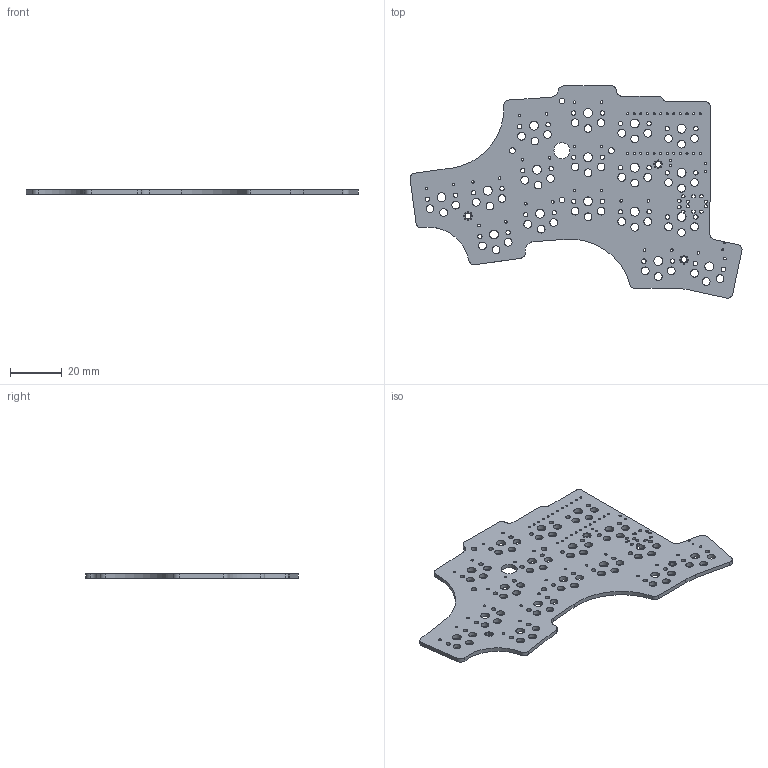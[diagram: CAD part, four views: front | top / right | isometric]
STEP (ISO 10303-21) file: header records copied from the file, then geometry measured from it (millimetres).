
FILE_DESCRIPTION(('KiCad electronic assembly'),'2;1');
FILE_NAME('clog-v3.step','2022-11-25T22:21:59',('Pcbnew'),('Kicad'), 'Open CASCADE STEP processor 7.6','KiCad to STEP converter','Unknown' );
FILE_SCHEMA(('AUTOMOTIVE_DESIGN { 1 0 10303 214 1 1 1 1 }'));
Length unit declared in the file: millimetre
Products named in the file (2): clog-v3 1; clog-v3 PCB
Assembly tree (1 placements, depth 2):
  clog-v3 1
    clog-v3 PCB
Bounding box: 127.85 x 81.77 x 1.6 mm (x, y, z)
Volume: 9325.7 mm3; surface area: 14095.9 mm2
Topology: 1 solids, 1 shells, 261 faces, 777 edges, 518 vertices
Faces by surface type: cylinder 230, plane 31
Full cylindrical faces by diameter (mm): 0.4 x24, 0.75 x2, 0.813 x26, 0.9 x2, 0.991 x24, 1.2 x4, 1.702 x34, 2.2 x4, 2.3 x3, 3 x51, 3.429 x16, 6.2 x1
Entity records: 21351 total; most frequent: CARTESIAN_POINT 5876, DIRECTION 2853, ORIENTED_EDGE 1554, PCURVE 1554, DEFINITIONAL_REPRESENTATION 1554, LINE 1407, VECTOR 1407, EDGE_CURVE 777
